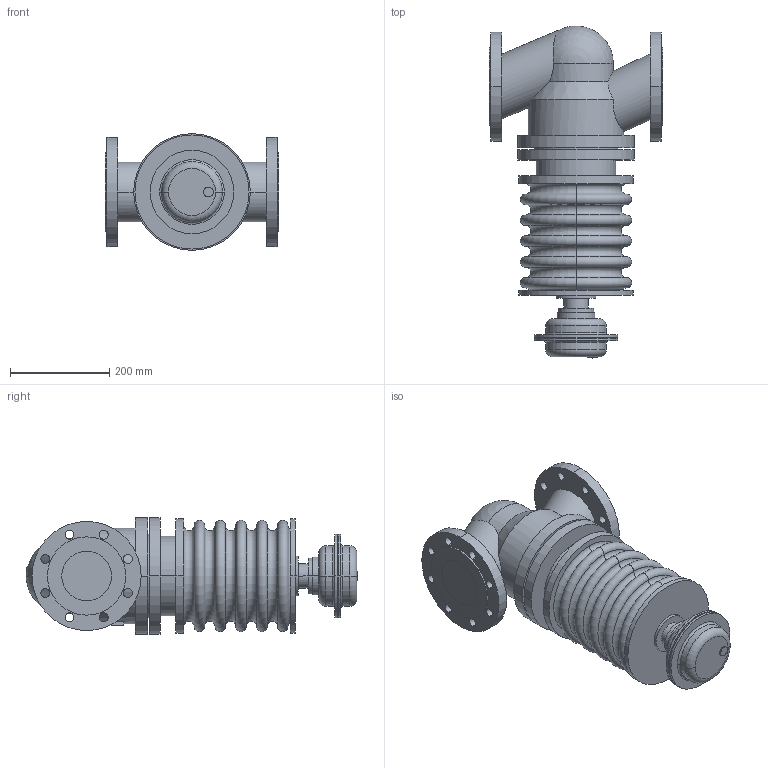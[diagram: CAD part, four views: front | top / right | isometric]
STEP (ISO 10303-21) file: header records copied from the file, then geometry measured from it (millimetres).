
FILE_DESCRIPTION(('OneSpaceDesigner STEP Export'),'2;1');
FILE_NAME('c000004071.stp','2010-02-23T 9:20:29',(''),(''),'OneSpace Designer STEP processor for AP214 (Solid Model)','OneSpace Modeling 15.50B 03-Nov-2007 (C) CoCreate Software GmbH','');
FILE_SCHEMA(('AUTOMOTIVE_DESIGN { 1 0 10303 214 1 1 1 1 }'));
Length unit declared in the file: millimetre
Products named in the file (2): 1; 2
Bounding box: 350 x 669.15 x 235 mm (x, y, z)
Volume: 19920686.3 mm3; surface area: 868838.9 mm2
Topology: 2 solids, 2 shells, 160 faces, 375 edges, 242 vertices
Faces by surface type: cylinder 84, plane 42, torus 30, sphere 2, cone 2
Entity records: 5513 total; most frequent: CARTESIAN_POINT 918, ORIENTED_EDGE 746, DIRECTION 591, EDGE_CURVE 373, VERTEX_POINT 242, AXIS2_PLACEMENT_3D 237, EDGE_LOOP 217, COLOUR_RGB 162
